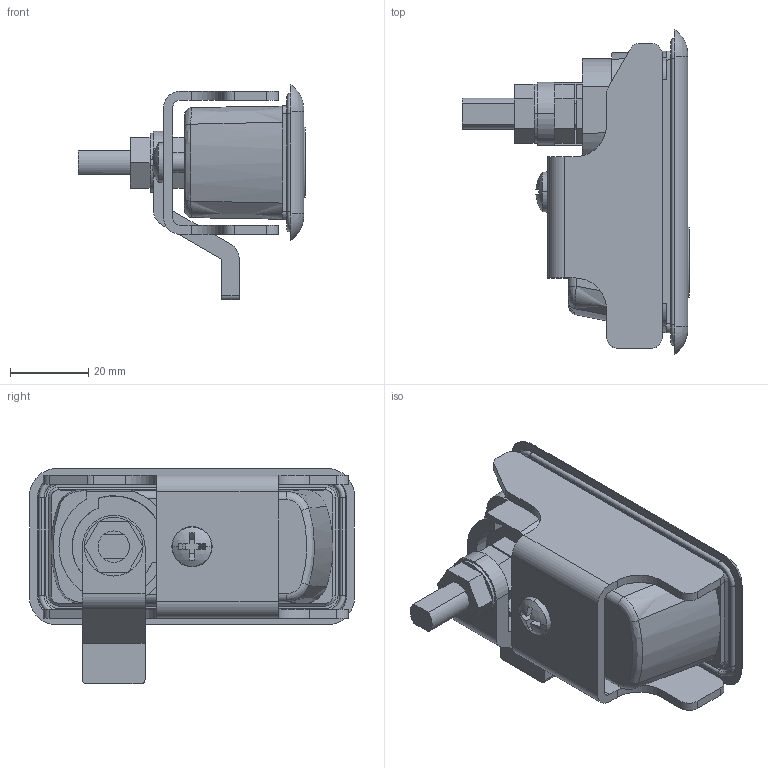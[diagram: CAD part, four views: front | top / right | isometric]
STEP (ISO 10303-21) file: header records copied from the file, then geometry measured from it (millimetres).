
FILE_DESCRIPTION (( 'STEP AP203' ), '1' );
FILE_NAME ('A-214-1-TAK60.STEP', '2016-09-02T05:39:29', ( '' ), ( '' ), 'SwSTEP 2.0', 'SolidWorks 2014', '' );
FILE_SCHEMA (( 'CONFIG_CONTROL_DESIGN' ));
Length unit declared in the file: millimetre
Products named in the file (15): TAK80-PA-180_公開用; A-214_setbracket_取付金具; A-214_shaftbracket_公開用; A-214止め金_SLDPRT; A-214_stopcam_公開用; ダミーローター__#TAK60-4-0_; A-214_case_公開用; A-214_M5 bindscrew_公開用; A-214_handleshaft_公開用; A-214歯付座金; M8_hexagon nuts（3種）_公開用; A-214_casepacking_パッキン; A-214-1_handle_公開用; A-214-1-TAK60; A-214_mainshaft_公開用_標準軸
Assembly tree (16 placements, depth 2):
  A-214-1-TAK60
    A-214_case_公開用
    A-214-1_handle_公開用
    A-214_shaftbracket_公開用
    A-214_handleshaft_公開用
    A-214_mainshaft_公開用_標準軸
    A-214_stopcam_公開用
    M8_hexagon nuts（3種）_公開用  x3
    A-214止め金_SLDPRT
    A-214歯付座金
    TAK80-PA-180_公開用
    ダミーローター__#TAK60-4-0_
    A-214_casepacking_パッキン
    A-214_setbracket_取付金具
    A-214_M5 bindscrew_公開用
Bounding box: 58.15 x 83 x 55 mm (x, y, z)
Volume: 57488 mm3; surface area: 46399.9 mm2
Topology: 16 solids, 16 shells, 476 faces, 1178 edges, 747 vertices
Faces by surface type: plane 200, cylinder 177, bspline 45, torus 29, cone 21, sphere 4
Entity records: 17853 total; most frequent: CARTESIAN_POINT 5520, ORIENTED_EDGE 2256, DIRECTION 2231, EDGE_CURVE 1128, AXIS2_PLACEMENT_3D 843, VERTEX_POINT 715, VECTOR 545, LINE 545
